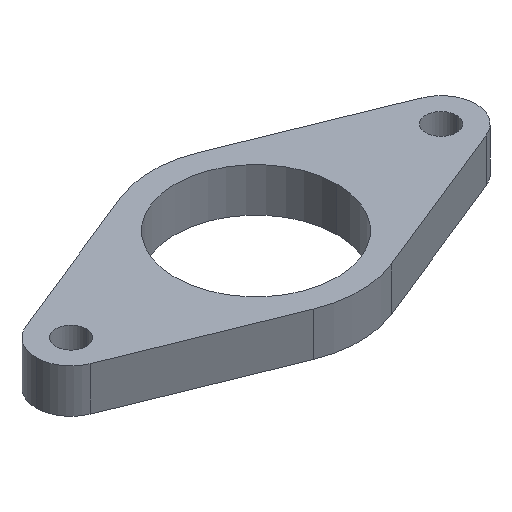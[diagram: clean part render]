
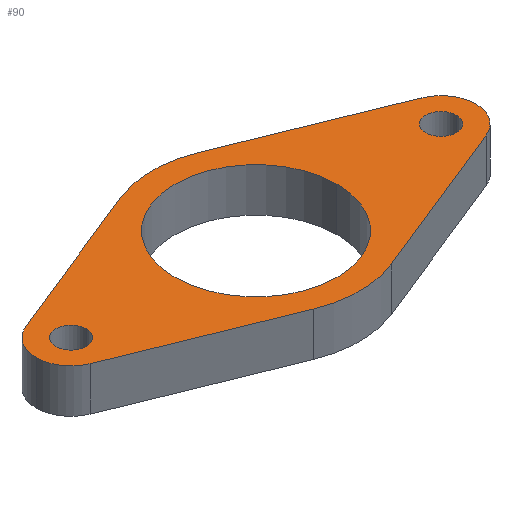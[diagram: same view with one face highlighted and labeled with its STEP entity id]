
A CAD part, isometric view. The second image highlights one B-rep face of the part: STEP entity #90.
In plain terms, the highlighted planar face has unit normal (0, 0, 1).
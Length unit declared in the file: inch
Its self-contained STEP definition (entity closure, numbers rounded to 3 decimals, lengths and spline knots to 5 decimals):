
#1 = CIRCLE ( 'NONE', #322, 0.1875 ) ;
#4 = VECTOR ( 'NONE', #338, 39.37008 ) ;
#6 = DIRECTION ( 'NONE',  ( 0., 0., 1. ) ) ;
#11 = ORIENTED_EDGE ( 'NONE', *, *, #19, .T. ) ;
#14 = EDGE_CURVE ( 'NONE', #459, #509, #40, .T. ) ;
#16 = VECTOR ( 'NONE', #357, 39.37008 ) ;
#19 = EDGE_CURVE ( 'NONE', #630, #123, #243, .T. ) ;
#20 = FACE_BOUND ( 'NONE', #450, .T. ) ;
#35 = LINE ( 'NONE', #199, #543 ) ;
#40 = CIRCLE ( 'NONE', #591, 0.0825 ) ;
#52 = EDGE_CURVE ( 'NONE', #123, #604, #601, .T. ) ;
#55 = AXIS2_PLACEMENT_3D ( 'NONE', #398, #648, #78 ) ;
#57 = LINE ( 'NONE', #244, #16 ) ;
#58 = DIRECTION ( 'NONE',  ( 1., 0., 0. ) ) ;
#59 = CARTESIAN_POINT ( 'NONE',  ( 0., 0., 0.11811 ) ) ;
#78 = DIRECTION ( 'NONE',  ( 1., 0., 0. ) ) ;
#89 = AXIS2_PLACEMENT_3D ( 'NONE', #181, #560, #191 ) ;
#90 = ADVANCED_FACE ( 'NONE', ( #424, #20, #157, #572 ), #498, .T. ) ;
#91 = DIRECTION ( 'NONE',  ( 1., 0., 0. ) ) ;
#92 = DIRECTION ( 'NONE',  ( 0.927, -0.375, 0. ) ) ;
#94 = ORIENTED_EDGE ( 'NONE', *, *, #14, .F. ) ;
#96 = CARTESIAN_POINT ( 'NONE',  ( -0.4375, 0., 0.11811 ) ) ;
#97 = AXIS2_PLACEMENT_3D ( 'NONE', #164, #6, #58 ) ;
#99 = EDGE_CURVE ( 'NONE', #509, #459, #250, .T. ) ;
#106 = CIRCLE ( 'NONE', #135, 0.4375 ) ;
#116 = DIRECTION ( 'NONE',  ( 0., 0., 1. ) ) ;
#123 = VERTEX_POINT ( 'NONE', #239 ) ;
#126 = AXIS2_PLACEMENT_3D ( 'NONE', #508, #456, #454 ) ;
#127 = CARTESIAN_POINT ( 'NONE',  ( -1.07031, -0.17382, 0.11811 ) ) ;
#130 = VERTEX_POINT ( 'NONE', #232 ) ;
#131 = CARTESIAN_POINT ( 'NONE',  ( -0.21094, 0.52145, 0.11811 ) ) ;
#135 = AXIS2_PLACEMENT_3D ( 'NONE', #59, #116, #167 ) ;
#141 = ORIENTED_EDGE ( 'NONE', *, *, #197, .T. ) ;
#148 = AXIS2_PLACEMENT_3D ( 'NONE', #510, #360, #514 ) ;
#157 = FACE_OUTER_BOUND ( 'NONE', #618, .T. ) ;
#159 = CARTESIAN_POINT ( 'NONE',  ( 0.9175, 0., 0.11811 ) ) ;
#164 = CARTESIAN_POINT ( 'NONE',  ( 0., 0., 0.11811 ) ) ;
#165 = CIRCLE ( 'NONE', #97, 0.4375 ) ;
#167 = DIRECTION ( 'NONE',  ( 1., 0., 0. ) ) ;
#172 = CIRCLE ( 'NONE', #362, 0.0825 ) ;
#174 = CARTESIAN_POINT ( 'NONE',  ( 1.07031, 0.17382, 0.11811 ) ) ;
#181 = CARTESIAN_POINT ( 'NONE',  ( -1., 0., 0.11811 ) ) ;
#182 = CIRCLE ( 'NONE', #303, 0.5625 ) ;
#183 = EDGE_CURVE ( 'NONE', #418, #653, #493, .T. ) ;
#191 = DIRECTION ( 'NONE',  ( 1., 0., 0. ) ) ;
#195 = VERTEX_POINT ( 'NONE', #460 ) ;
#197 = EDGE_CURVE ( 'NONE', #604, #563, #622, .T. ) ;
#199 = CARTESIAN_POINT ( 'NONE',  ( -0.21094, -0.52145, 0.11811 ) ) ;
#207 = DIRECTION ( 'NONE',  ( 1., 0., 0. ) ) ;
#213 = CARTESIAN_POINT ( 'NONE',  ( -1.0825, 0., 0.11811 ) ) ;
#216 = CARTESIAN_POINT ( 'NONE',  ( -0.9175, 0., 0.11811 ) ) ;
#217 = ORIENTED_EDGE ( 'NONE', *, *, #343, .F. ) ;
#221 = CARTESIAN_POINT ( 'NONE',  ( -1.1875, 0., 0.11811 ) ) ;
#222 = CARTESIAN_POINT ( 'NONE',  ( -1., 0., 0.11811 ) ) ;
#230 = ORIENTED_EDGE ( 'NONE', *, *, #99, .F. ) ;
#232 = CARTESIAN_POINT ( 'NONE',  ( 0.21094, -0.52145, 0.11811 ) ) ;
#239 = CARTESIAN_POINT ( 'NONE',  ( -1.07031, 0.17382, 0.11811 ) ) ;
#243 = LINE ( 'NONE', #443, #4 ) ;
#244 = CARTESIAN_POINT ( 'NONE',  ( 0.21094, -0.52145, 0.11811 ) ) ;
#250 = CIRCLE ( 'NONE', #89, 0.0825 ) ;
#253 = EDGE_CURVE ( 'NONE', #130, #305, #57, .T. ) ;
#256 = VECTOR ( 'NONE', #373, 39.37008 ) ;
#264 = EDGE_CURVE ( 'NONE', #305, #587, #1, .T. ) ;
#272 = EDGE_CURVE ( 'NONE', #563, #416, #35, .T. ) ;
#276 = VERTEX_POINT ( 'NONE', #517 ) ;
#277 = DIRECTION ( 'NONE',  ( 0., 0., 1. ) ) ;
#280 = EDGE_CURVE ( 'NONE', #276, #630, #667, .T. ) ;
#292 = CARTESIAN_POINT ( 'NONE',  ( 1., 0., 0.11811 ) ) ;
#298 = ORIENTED_EDGE ( 'NONE', *, *, #367, .T. ) ;
#299 = ORIENTED_EDGE ( 'NONE', *, *, #253, .T. ) ;
#303 = AXIS2_PLACEMENT_3D ( 'NONE', #592, #331, #380 ) ;
#305 = VERTEX_POINT ( 'NONE', #626 ) ;
#309 = LINE ( 'NONE', #623, #256 ) ;
#311 = DIRECTION ( 'NONE',  ( 0., 0., 1. ) ) ;
#322 = AXIS2_PLACEMENT_3D ( 'NONE', #620, #414, #91 ) ;
#331 = DIRECTION ( 'NONE',  ( 0., 0., 1. ) ) ;
#338 = DIRECTION ( 'NONE',  ( -0.927, -0.375, 0. ) ) ;
#342 = VERTEX_POINT ( 'NONE', #96 ) ;
#343 = EDGE_CURVE ( 'NONE', #653, #418, #172, .T. ) ;
#348 = ORIENTED_EDGE ( 'NONE', *, *, #473, .T. ) ;
#357 = DIRECTION ( 'NONE',  ( 0.927, 0.375, 0. ) ) ;
#359 = EDGE_LOOP ( 'NONE', ( #434, #655 ) ) ;
#360 = DIRECTION ( 'NONE',  ( 0., 0., 1. ) ) ;
#362 = AXIS2_PLACEMENT_3D ( 'NONE', #577, #311, #207 ) ;
#367 = EDGE_CURVE ( 'NONE', #587, #276, #309, .T. ) ;
#373 = DIRECTION ( 'NONE',  ( -0.927, 0.375, 0. ) ) ;
#380 = DIRECTION ( 'NONE',  ( 1., 0., 0. ) ) ;
#391 = CARTESIAN_POINT ( 'NONE',  ( 1.0825, 0., 0.11811 ) ) ;
#398 = CARTESIAN_POINT ( 'NONE',  ( -1., 0., 0.11811 ) ) ;
#408 = ORIENTED_EDGE ( 'NONE', *, *, #272, .T. ) ;
#414 = DIRECTION ( 'NONE',  ( 0., 0., 1. ) ) ;
#416 = VERTEX_POINT ( 'NONE', #532 ) ;
#417 = ORIENTED_EDGE ( 'NONE', *, *, #52, .T. ) ;
#418 = VERTEX_POINT ( 'NONE', #159 ) ;
#422 = DIRECTION ( 'NONE',  ( 1., 0., 0. ) ) ;
#424 = FACE_BOUND ( 'NONE', #673, .T. ) ;
#434 = ORIENTED_EDGE ( 'NONE', *, *, #466, .F. ) ;
#438 = ORIENTED_EDGE ( 'NONE', *, *, #183, .F. ) ;
#440 = ORIENTED_EDGE ( 'NONE', *, *, #264, .T. ) ;
#443 = CARTESIAN_POINT ( 'NONE',  ( -0.21094, 0.52145, 0.11811 ) ) ;
#446 = AXIS2_PLACEMENT_3D ( 'NONE', #628, #676, #422 ) ;
#450 = EDGE_LOOP ( 'NONE', ( #217, #438 ) ) ;
#454 = DIRECTION ( 'NONE',  ( 1., 0., 0. ) ) ;
#456 = DIRECTION ( 'NONE',  ( 0., 0., 1. ) ) ;
#459 = VERTEX_POINT ( 'NONE', #213 ) ;
#460 = CARTESIAN_POINT ( 'NONE',  ( 0.4375, 0., 0.11811 ) ) ;
#466 = EDGE_CURVE ( 'NONE', #342, #195, #165, .T. ) ;
#473 = EDGE_CURVE ( 'NONE', #416, #130, #182, .T. ) ;
#493 = CIRCLE ( 'NONE', #621, 0.0825 ) ;
#498 = PLANE ( 'NONE',  #126 ) ;
#508 = CARTESIAN_POINT ( 'NONE',  ( 0., 0., 0.11811 ) ) ;
#509 = VERTEX_POINT ( 'NONE', #216 ) ;
#510 = CARTESIAN_POINT ( 'NONE',  ( -1., 0., 0.11811 ) ) ;
#514 = DIRECTION ( 'NONE',  ( 1., 0., 0. ) ) ;
#517 = CARTESIAN_POINT ( 'NONE',  ( 0.21094, 0.52145, 0.11811 ) ) ;
#524 = EDGE_CURVE ( 'NONE', #195, #342, #106, .T. ) ;
#532 = CARTESIAN_POINT ( 'NONE',  ( -0.21094, -0.52145, 0.11811 ) ) ;
#543 = VECTOR ( 'NONE', #92, 39.37008 ) ;
#560 = DIRECTION ( 'NONE',  ( 0., 0., 1. ) ) ;
#563 = VERTEX_POINT ( 'NONE', #127 ) ;
#572 = FACE_BOUND ( 'NONE', #359, .T. ) ;
#577 = CARTESIAN_POINT ( 'NONE',  ( 1., 0., 0.11811 ) ) ;
#587 = VERTEX_POINT ( 'NONE', #174 ) ;
#591 = AXIS2_PLACEMENT_3D ( 'NONE', #222, #277, #639 ) ;
#592 = CARTESIAN_POINT ( 'NONE',  ( 0., 0., 0.11811 ) ) ;
#601 = CIRCLE ( 'NONE', #55, 0.1875 ) ;
#604 = VERTEX_POINT ( 'NONE', #221 ) ;
#607 = DIRECTION ( 'NONE',  ( 0., 0., 1. ) ) ;
#618 = EDGE_LOOP ( 'NONE', ( #299, #440, #298, #627, #11, #417, #141, #408, #348 ) ) ;
#620 = CARTESIAN_POINT ( 'NONE',  ( 1., 0., 0.11811 ) ) ;
#621 = AXIS2_PLACEMENT_3D ( 'NONE', #292, #607, #656 ) ;
#622 = CIRCLE ( 'NONE', #148, 0.1875 ) ;
#623 = CARTESIAN_POINT ( 'NONE',  ( 0.21094, 0.52145, 0.11811 ) ) ;
#626 = CARTESIAN_POINT ( 'NONE',  ( 1.07031, -0.17382, 0.11811 ) ) ;
#627 = ORIENTED_EDGE ( 'NONE', *, *, #280, .T. ) ;
#628 = CARTESIAN_POINT ( 'NONE',  ( 0., 0., 0.11811 ) ) ;
#630 = VERTEX_POINT ( 'NONE', #131 ) ;
#639 = DIRECTION ( 'NONE',  ( 1., 0., 0. ) ) ;
#648 = DIRECTION ( 'NONE',  ( 0., 0., 1. ) ) ;
#653 = VERTEX_POINT ( 'NONE', #391 ) ;
#655 = ORIENTED_EDGE ( 'NONE', *, *, #524, .F. ) ;
#656 = DIRECTION ( 'NONE',  ( 1., 0., 0. ) ) ;
#667 = CIRCLE ( 'NONE', #446, 0.5625 ) ;
#673 = EDGE_LOOP ( 'NONE', ( #230, #94 ) ) ;
#676 = DIRECTION ( 'NONE',  ( 0., 0., 1. ) ) ;
